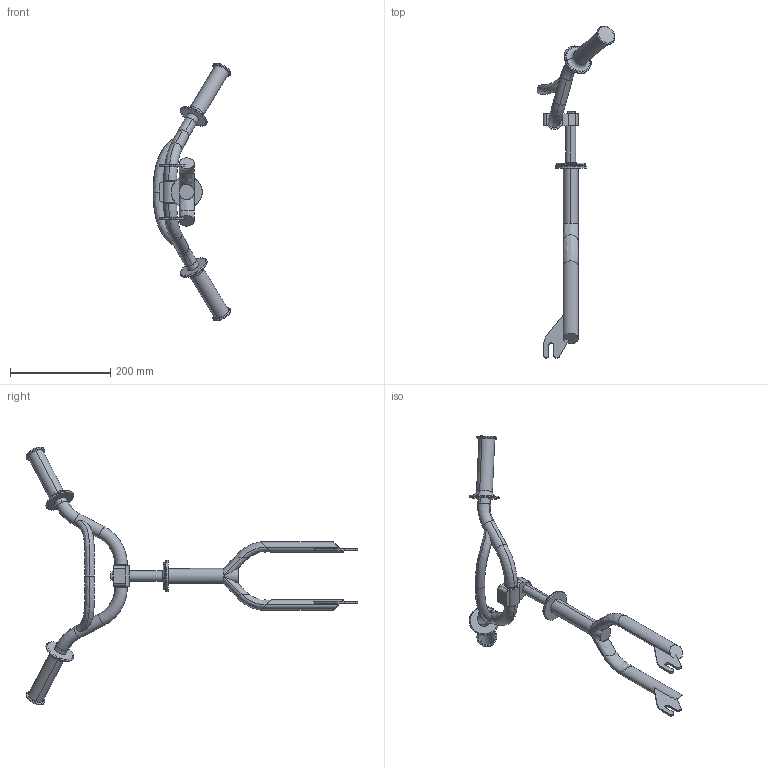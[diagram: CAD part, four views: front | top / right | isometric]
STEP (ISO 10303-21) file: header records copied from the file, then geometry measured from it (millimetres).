
FILE_DESCRIPTION (( 'STEP AP203' ), '1' );
FILE_NAME ('handle.STEP', '2020-11-25T17:04:55', ( '' ), ( '' ), 'SwSTEP 2.0', 'SolidWorks 2019', '' );
FILE_SCHEMA (( 'CONFIG_CONTROL_DESIGN' ));
Length unit declared in the file: millimetre
Products named in the file (1): handle
Bounding box: 154.88 x 662.1 x 514.12 mm (x, y, z)
Volume: 937155 mm3; surface area: 162840 mm2
Topology: 3 solids, 3 shells, 175 faces, 425 edges, 270 vertices
Faces by surface type: plane 65, cylinder 62, torus 32, bspline 16
Entity records: 6293 total; most frequent: CARTESIAN_POINT 2068, DIRECTION 913, ORIENTED_EDGE 850, EDGE_CURVE 425, AXIS2_PLACEMENT_3D 362, VERTEX_POINT 270, CIRCLE 202, EDGE_LOOP 191
